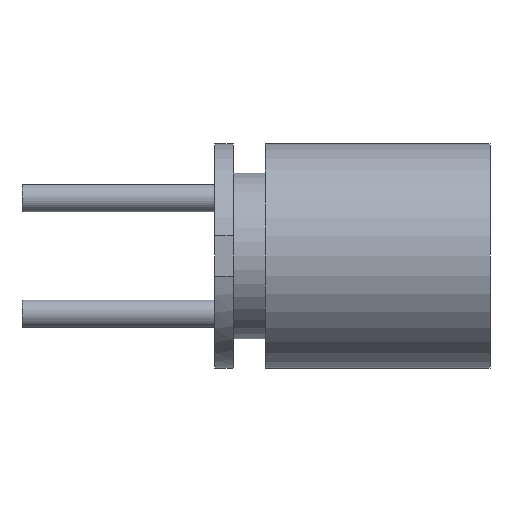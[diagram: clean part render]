
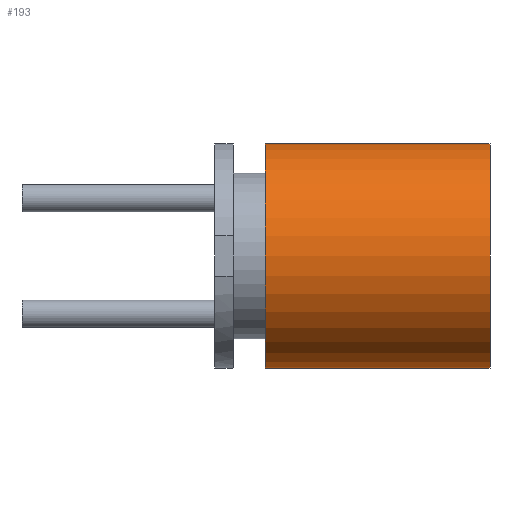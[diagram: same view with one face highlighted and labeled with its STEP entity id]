
A CAD part, front view. The second image highlights one B-rep face of the part: STEP entity #193.
In plain terms, the highlighted cylindrical face has radius 2.1 mm (diameter 4.2 mm), a partial arc.
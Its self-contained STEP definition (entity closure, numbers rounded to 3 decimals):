
#59 = CARTESIAN_POINT ( 'NONE',  ( 0., 0., 0. ) ) ;
#87 = CARTESIAN_POINT ( 'NONE',  ( 2.1, 0., 0. ) ) ;
#160 = DIRECTION ( 'NONE',  ( 0., 0., 1. ) ) ;
#193 = ADVANCED_FACE ( 'NONE', ( #1699 ), #1931, .T. ) ;
#244 = VERTEX_POINT ( 'NONE', #87 ) ;
#245 = CARTESIAN_POINT ( 'NONE',  ( -2.1, 0., -4.2 ) ) ;
#270 = EDGE_CURVE ( 'NONE', #1973, #244, #507, .T. ) ;
#338 = CARTESIAN_POINT ( 'NONE',  ( 0., 0., -4.2 ) ) ;
#345 = CIRCLE ( 'NONE', #1742, 2.1 ) ;
#354 = CARTESIAN_POINT ( 'NONE',  ( -2.1, 0., 0. ) ) ;
#507 = LINE ( 'NONE', #1652, #1937 ) ;
#542 = DIRECTION ( 'NONE',  ( 0., 0., 1. ) ) ;
#557 = EDGE_CURVE ( 'NONE', #1601, #2204, #1911, .T. ) ;
#574 = AXIS2_PLACEMENT_3D ( 'NONE', #338, #542, #2504 ) ;
#680 = EDGE_LOOP ( 'NONE', ( #1528, #2099, #1579, #2244 ) ) ;
#690 = CARTESIAN_POINT ( 'NONE',  ( 2.1, 0., -4.2 ) ) ;
#995 = CARTESIAN_POINT ( 'NONE',  ( 0., 0., -4.2 ) ) ;
#1068 = DIRECTION ( 'NONE',  ( 0., 0., 1. ) ) ;
#1091 = DIRECTION ( 'NONE',  ( 1., 0., 0. ) ) ;
#1335 = DIRECTION ( 'NONE',  ( 1., 0., 0. ) ) ;
#1380 = CIRCLE ( 'NONE', #1898, 2.1 ) ;
#1528 = ORIENTED_EDGE ( 'NONE', *, *, #557, .F. ) ;
#1579 = ORIENTED_EDGE ( 'NONE', *, *, #270, .T. ) ;
#1601 = VERTEX_POINT ( 'NONE', #1641 ) ;
#1641 = CARTESIAN_POINT ( 'NONE',  ( -2.1, 0., -4.2 ) ) ;
#1652 = CARTESIAN_POINT ( 'NONE',  ( 2.1, 0., -4.2 ) ) ;
#1654 = DIRECTION ( 'NONE',  ( 0., 0., 1. ) ) ;
#1679 = EDGE_CURVE ( 'NONE', #2204, #244, #345, .T. ) ;
#1699 = FACE_OUTER_BOUND ( 'NONE', #680, .T. ) ;
#1742 = AXIS2_PLACEMENT_3D ( 'NONE', #59, #1654, #1091 ) ;
#1898 = AXIS2_PLACEMENT_3D ( 'NONE', #995, #160, #1335 ) ;
#1911 = LINE ( 'NONE', #245, #2416 ) ;
#1931 = CYLINDRICAL_SURFACE ( 'NONE', #574, 2.1 ) ;
#1937 = VECTOR ( 'NONE', #1068, 1000. ) ;
#1973 = VERTEX_POINT ( 'NONE', #690 ) ;
#2099 = ORIENTED_EDGE ( 'NONE', *, *, #2182, .T. ) ;
#2182 = EDGE_CURVE ( 'NONE', #1601, #1973, #1380, .T. ) ;
#2204 = VERTEX_POINT ( 'NONE', #354 ) ;
#2206 = DIRECTION ( 'NONE',  ( 0., 0., 1. ) ) ;
#2244 = ORIENTED_EDGE ( 'NONE', *, *, #1679, .F. ) ;
#2416 = VECTOR ( 'NONE', #2206, 1000. ) ;
#2504 = DIRECTION ( 'NONE',  ( 1., 0., 0. ) ) ;
